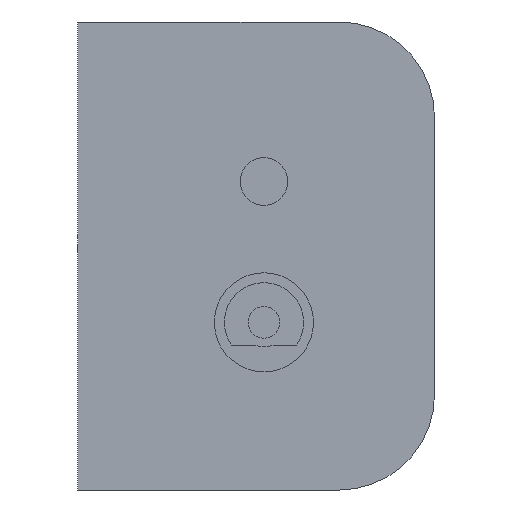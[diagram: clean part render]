
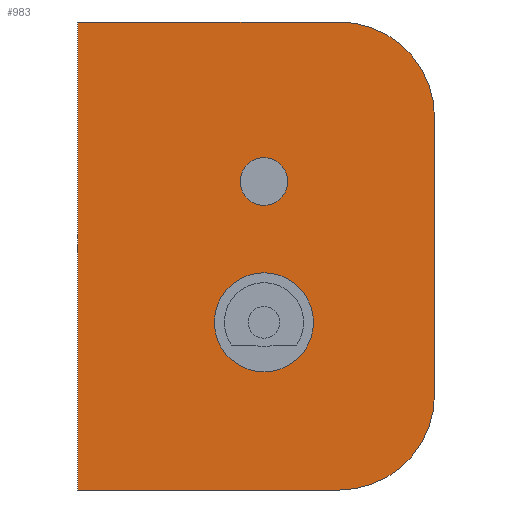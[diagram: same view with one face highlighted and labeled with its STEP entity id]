
A CAD part, left-side view. The second image highlights one B-rep face of the part: STEP entity #983.
In plain terms, the highlighted planar face has unit normal (-1, 0, 0).
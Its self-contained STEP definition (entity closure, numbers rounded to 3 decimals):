
#29=FACE_BOUND('',#146,.T.);
#30=FACE_BOUND('',#147,.T.);
#47=CIRCLE('',#1062,7.62);
#48=CIRCLE('',#1065,7.62);
#49=CIRCLE('',#1068,3.969);
#50=CIRCLE('',#1070,1.905);
#87=FACE_OUTER_BOUND('',#145,.T.);
#145=EDGE_LOOP('',(#761,#762,#763,#764,#765,#766));
#146=EDGE_LOOP('',(#767));
#147=EDGE_LOOP('',(#768));
#213=LINE('',#1488,#331);
#219=LINE('',#1502,#337);
#222=LINE('',#1513,#340);
#223=LINE('',#1514,#341);
#331=VECTOR('',#1220,10.);
#337=VECTOR('',#1232,10.);
#340=VECTOR('',#1245,10.);
#341=VECTOR('',#1246,10.);
#447=VERTEX_POINT('',#1480);
#448=VERTEX_POINT('',#1482);
#449=VERTEX_POINT('',#1486);
#450=VERTEX_POINT('',#1490);
#454=VERTEX_POINT('',#1500);
#455=VERTEX_POINT('',#1504);
#456=VERTEX_POINT('',#1508);
#457=VERTEX_POINT('',#1512);
#555=EDGE_CURVE('',#447,#448,#47,.T.);
#558=EDGE_CURVE('',#449,#447,#213,.T.);
#559=EDGE_CURVE('',#450,#449,#48,.T.);
#565=EDGE_CURVE('',#454,#450,#219,.T.);
#566=EDGE_CURVE('',#455,#455,#49,.T.);
#568=EDGE_CURVE('',#456,#456,#50,.T.);
#570=EDGE_CURVE('',#457,#454,#222,.T.);
#571=EDGE_CURVE('',#457,#448,#223,.T.);
#761=ORIENTED_EDGE('',*,*,#555,.F.);
#762=ORIENTED_EDGE('',*,*,#558,.F.);
#763=ORIENTED_EDGE('',*,*,#559,.F.);
#764=ORIENTED_EDGE('',*,*,#565,.F.);
#765=ORIENTED_EDGE('',*,*,#570,.F.);
#766=ORIENTED_EDGE('',*,*,#571,.T.);
#767=ORIENTED_EDGE('',*,*,#566,.T.);
#768=ORIENTED_EDGE('',*,*,#568,.T.);
#931=PLANE('',#1071);
#983=ADVANCED_FACE('',(#87,#29,#30),#931,.T.);
#1062=AXIS2_PLACEMENT_3D('',#1483,#1214,#1215);
#1065=AXIS2_PLACEMENT_3D('',#1491,#1223,#1224);
#1068=AXIS2_PLACEMENT_3D('',#1505,#1235,#1236);
#1070=AXIS2_PLACEMENT_3D('',#1509,#1240,#1241);
#1071=AXIS2_PLACEMENT_3D('',#1511,#1243,#1244);
#1214=DIRECTION('center_axis',(1.,0.,0.));
#1215=DIRECTION('ref_axis',(0.,-0.707,-0.707));
#1220=DIRECTION('',(0.,0.,-1.));
#1223=DIRECTION('center_axis',(1.,0.,0.));
#1224=DIRECTION('ref_axis',(0.,-0.707,0.707));
#1232=DIRECTION('',(0.,-1.,0.));
#1235=DIRECTION('center_axis',(1.,0.,0.));
#1236=DIRECTION('ref_axis',(0.,0.,1.));
#1240=DIRECTION('center_axis',(1.,0.,0.));
#1241=DIRECTION('ref_axis',(0.,0.,1.));
#1243=DIRECTION('center_axis',(-1.,0.,0.));
#1244=DIRECTION('ref_axis',(0.,0.,-1.));
#1245=DIRECTION('',(0.,0.,1.));
#1246=DIRECTION('',(0.,-1.,0.));
#1480=CARTESIAN_POINT('',(-25.908,-5.08,-27.305));
#1482=CARTESIAN_POINT('',(-25.908,2.54,-34.925));
#1483=CARTESIAN_POINT('Origin',(-25.908,2.54,-27.305));
#1486=CARTESIAN_POINT('',(-25.908,-5.08,-5.08));
#1488=CARTESIAN_POINT('',(-25.908,-5.08,-34.925));
#1490=CARTESIAN_POINT('',(-25.908,2.54,2.54));
#1491=CARTESIAN_POINT('Origin',(-25.908,2.54,-5.08));
#1500=CARTESIAN_POINT('',(-25.908,23.495,2.54));
#1502=CARTESIAN_POINT('',(-25.908,23.495,2.54));
#1504=CARTESIAN_POINT('',(-25.908,8.573,-25.47));
#1505=CARTESIAN_POINT('Origin',(-25.908,8.573,-21.501));
#1508=CARTESIAN_POINT('',(-25.908,8.573,-12.135));
#1509=CARTESIAN_POINT('Origin',(-25.908,8.573,-10.23));
#1511=CARTESIAN_POINT('Origin',(-25.908,23.495,2.54));
#1512=CARTESIAN_POINT('',(-25.908,23.495,-34.925));
#1513=CARTESIAN_POINT('',(-25.908,23.495,-34.925));
#1514=CARTESIAN_POINT('',(-25.908,23.495,-34.925));
